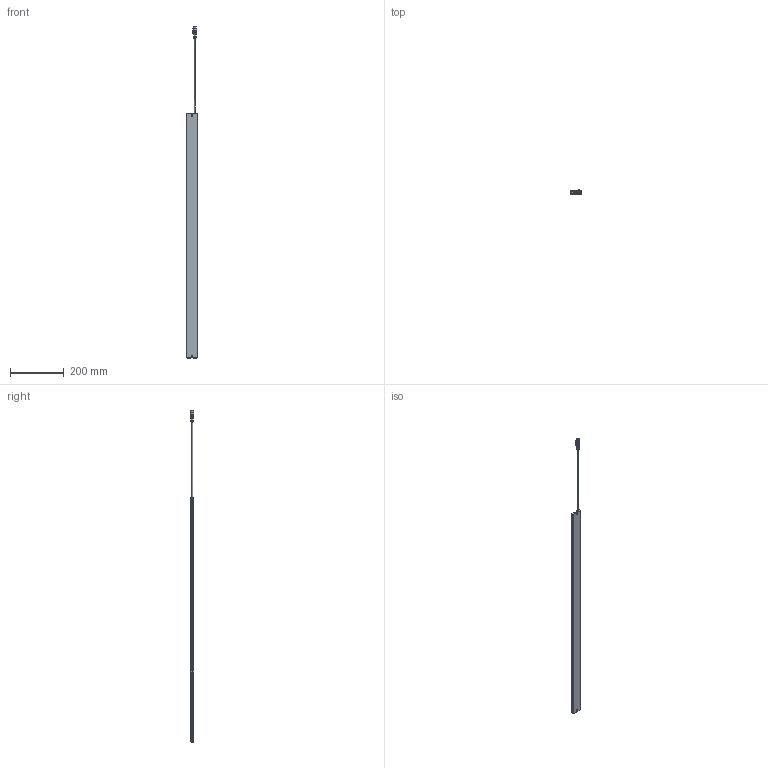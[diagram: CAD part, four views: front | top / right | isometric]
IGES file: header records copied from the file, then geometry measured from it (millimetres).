
Global section: file name: SB-RGB-910; native system: Autodesk Inventor 2017; preprocessor: unknown; author: lsa; organization: di-soric GmbH & Co. KG; date: 20170720.152113; units: millimetre
Bounding box: 40 x 14.5 x 1236.75 mm (x, y, z)
Volume: 366455.5 mm3; surface area: 174471.2 mm2
Topology: 3 solids, 3 shells, 216 faces, 514 edges, 326 vertices
Faces by surface type: bspline 216
